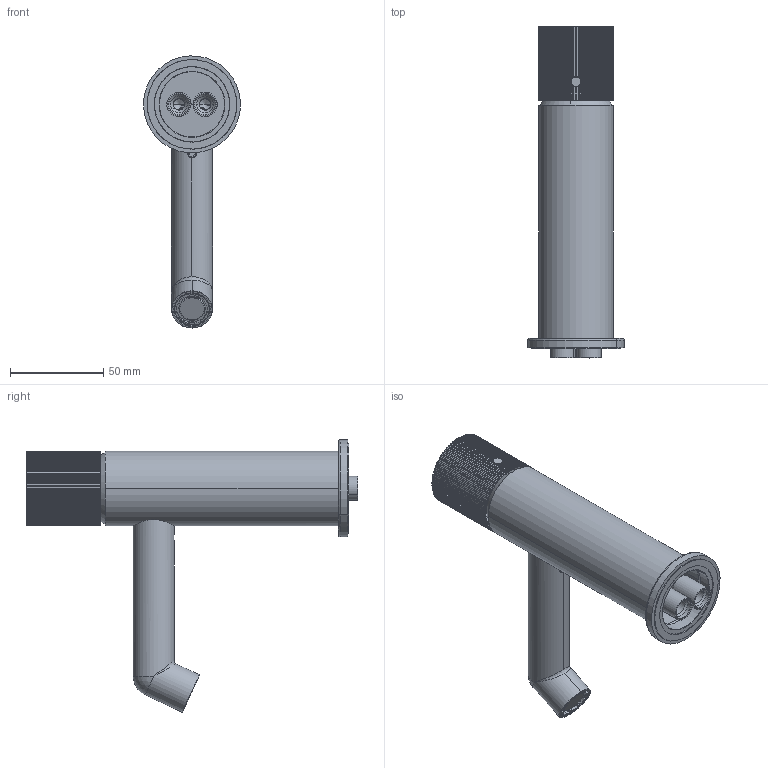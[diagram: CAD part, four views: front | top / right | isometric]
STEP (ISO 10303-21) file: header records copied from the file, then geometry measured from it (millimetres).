
FILE_DESCRIPTION((''),'2;1');
FILE_NAME('615-0101_X_T_ASM','2022-03-19T20:27:04',('WEIJOY'),(''),'CREO PARAMETRIC BY PTC INC, 2019224','CREO PARAMETRIC BY PTC INC, 2019224','');
FILE_SCHEMA(('CONFIG_CONTROL_DESIGN'));
Length unit declared in the file: millimetre
Products named in the file (24): 615-0101_X2_4E3B4F537BA1_X0__ID; 615-0101_X2_51FA6C347BA1_X0__ID; CT25UF001_X2_960082AF_X0__ID102; 615-0101_X2_516D89D2538B5E3D_X0; 615-0101_X2_624B67C4_X0__ID94_X; _X2_7EBD73C0_X0_M18_5X1_X2_5185; 873-0100_X2_5E955EA7_X0__ID66_X; 48X40_5X4_X2_57AB7247_X0__ID62_; M5X3__X2_83DF_X0___ID58_X_T; 5_5X3_X2_58355934_X0__ID54_X_T; _X2_535551B751FA6C347BA18FDB6C3; O_X2_578B5708_X0_15X2_ID46_X_T; O_X2_578B5708_X0_15X2_ID42_X_T; O_X2_578B5708_X0_13X1_5_ID38_X_; M5X4_X2_5C16593487BA4E1D_X0__ID; CT25UF001_X2_960082AF_X0_25_X2_; 87801011800_X2_8FDB6C3463A-3011; 87801011800_X2_8FDB6C3463A-3010; O_X2_578B5708_X0_10X2_ID18_X_T; O_X2_578B5708_X0_10X2_ID14_X_T; 615-0101_X2_88C5997076D6_X0_B-B; O_X2_578B5708_X0_35X2_0_ID6_X_T; 615-0101_X_T_1_ASM; 615-0101_X_T_ASM
Assembly tree (23 placements, depth 3):
  615-0101_X_T_ASM
    615-0101_X_T_1_ASM
      615-0101_X2_4E3B4F537BA1_X0__ID
      615-0101_X2_51FA6C347BA1_X0__ID
      CT25UF001_X2_960082AF_X0__ID102
      615-0101_X2_516D89D2538B5E3D_X0
      615-0101_X2_624B67C4_X0__ID94_X
      _X2_7EBD73C0_X0_M18_5X1_X2_5185
      873-0100_X2_5E955EA7_X0__ID66_X
      48X40_5X4_X2_57AB7247_X0__ID62_
      M5X3__X2_83DF_X0___ID58_X_T
      5_5X3_X2_58355934_X0__ID54_X_T
      _X2_535551B751FA6C347BA18FDB6C3
      O_X2_578B5708_X0_15X2_ID46_X_T
      O_X2_578B5708_X0_15X2_ID42_X_T
      O_X2_578B5708_X0_13X1_5_ID38_X_
      M5X4_X2_5C16593487BA4E1D_X0__ID
      CT25UF001_X2_960082AF_X0_25_X2_
      87801011800_X2_8FDB6C3463A-3011
      87801011800_X2_8FDB6C3463A-3010
      O_X2_578B5708_X0_10X2_ID18_X_T
      O_X2_578B5708_X0_10X2_ID14_X_T
      615-0101_X2_88C5997076D6_X0_B-B
      O_X2_578B5708_X0_35X2_0_ID6_X_T
Bounding box: 51.92 x 177.9 x 145.86 mm (x, y, z)
Volume: 149136.5 mm3; surface area: 100547.6 mm2
Topology: 21 solids, 22 shells, 1246 faces, 3255 edges, 2090 vertices
Faces by surface type: cylinder 479, plane 473, torus 180, cone 97, bspline 10, sphere 5, extrusion 2
Entity records: 50701 total; most frequent: CARTESIAN_POINT 18683, DIRECTION 7051, ORIENTED_EDGE 6480, EDGE_CURVE 3247, AXIS2_PLACEMENT_3D 2730, VERTEX_POINT 2090, VECTOR 1591, LINE 1589
